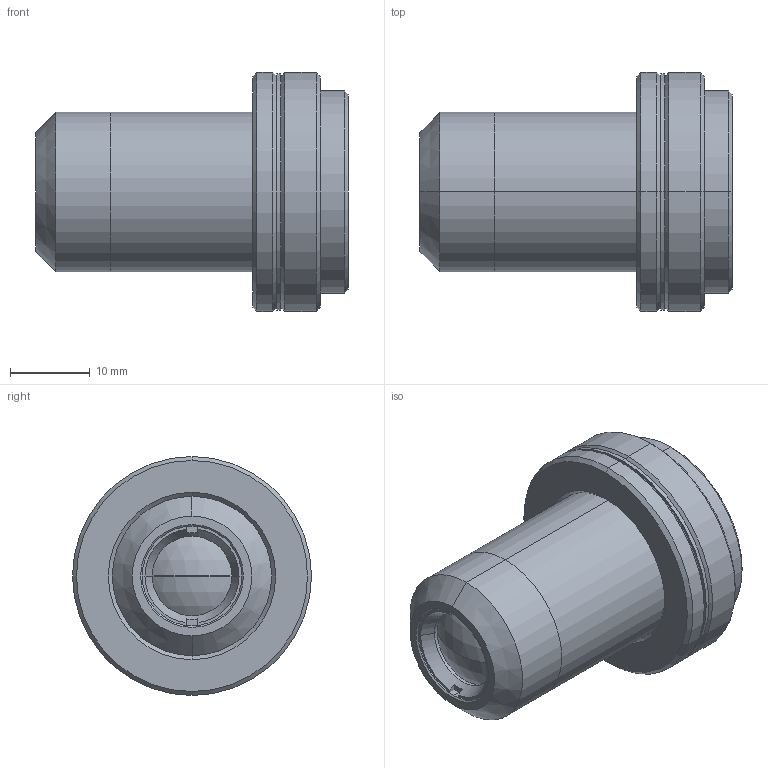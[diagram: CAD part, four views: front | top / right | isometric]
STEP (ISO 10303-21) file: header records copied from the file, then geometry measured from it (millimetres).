
FILE_DESCRIPTION (( 'STEP AP203' ), '1' );
FILE_NAME ('DP32345-A_MC3M050X.step', '2023-03-08T09:51:08', ( '' ), ( '' ), 'SwSTEP 2.0', 'SolidWorks 2021', '' );
FILE_SCHEMA (( 'CONFIG_CONTROL_DESIGN' ));
Length unit declared in the file: millimetre
Products named in the file (1): DP32345-A_MC3M050X
Bounding box: 39.23 x 30 x 30 mm (x, y, z)
Surface area: 6292 mm2 (no closed solid volume)
Topology: 0 solids, 10 shells, 69 faces, 170 edges, 112 vertices
Faces by surface type: cone 26, cylinder 22, plane 19, sphere 2
Entity records: 2142 total; most frequent: DIRECTION 412, CARTESIAN_POINT 364, ORIENTED_EDGE 290, AXIS2_PLACEMENT_3D 176, EDGE_CURVE 170, VERTEX_POINT 112, CIRCLE 106, EDGE_LOOP 80
